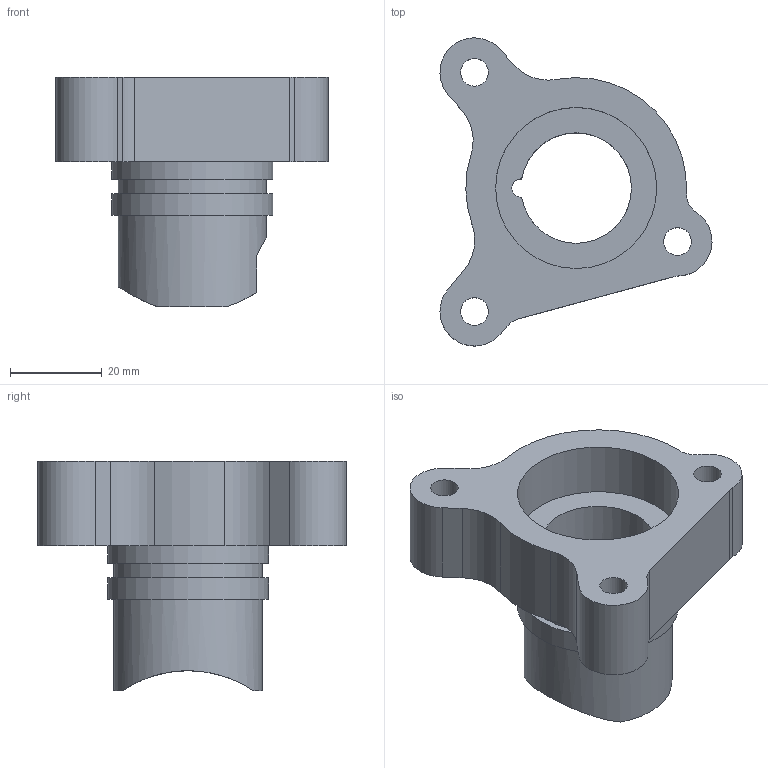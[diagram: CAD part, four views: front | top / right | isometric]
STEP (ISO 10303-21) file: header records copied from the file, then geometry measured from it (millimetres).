
FILE_DESCRIPTION((''),'2;1');
FILE_NAME('TEMP.stp','2018-08-29T08:21:09',(''),(''),'STEP Write','Mastercam 2017 ... CNC Software, Inc.','');
FILE_SCHEMA(('AUTOMOTIVE_DESIGN'));
Length unit declared in the file: millimetre
Products named in the file (1): None
Bounding box: 59.15 x 67 x 50 mm (x, y, z)
Volume: 41357.8 mm3; surface area: 16364.7 mm2
Topology: 1 solids, 1 shells, 37 faces, 91 edges, 61 vertices
Faces by surface type: cylinder 23, plane 14
Full cylindrical faces by diameter (mm): 6 x3, 32.25 x2, 35 x2, 35.025 x1
Entity records: 1369 total; most frequent: CARTESIAN_POINT 424, DIRECTION 192, ORIENTED_EDGE 164, EDGE_CURVE 82, AXIS2_PLACEMENT_3D 80, VERTEX_POINT 60, EDGE_LOOP 58, CIRCLE 43
